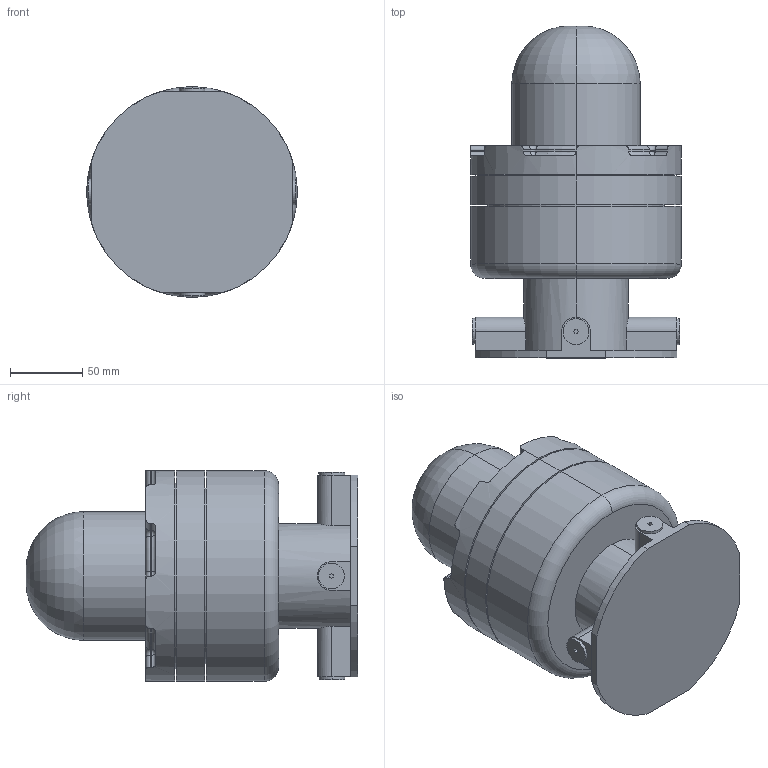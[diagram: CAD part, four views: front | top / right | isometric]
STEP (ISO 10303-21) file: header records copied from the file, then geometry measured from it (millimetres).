
FILE_DESCRIPTION (( 'STEP AP214' ), '1' );
FILE_NAME ('FLASH LED E27.STEP', '2018-06-26T05:14:20', ( '' ), ( '' ), 'SwSTEP 2.0', 'SolidWorks 2013', '' );
FILE_SCHEMA (( 'AUTOMOTIVE_DESIGN' ));
Length unit declared in the file: millimetre
Products named in the file (1): FLASH LED E27
Bounding box: 146 x 230 x 146 mm (x, y, z)
Volume: 2293475.9 mm3; surface area: 155745.4 mm2
Topology: 1 solids, 1 shells, 205 faces, 490 edges, 299 vertices
Faces by surface type: cylinder 84, plane 82, torus 29, sphere 10
Entity records: 6422 total; most frequent: CARTESIAN_POINT 1587, DIRECTION 1062, ORIENTED_EDGE 960, EDGE_CURVE 480, AXIS2_PLACEMENT_3D 410, VERTEX_POINT 299, VECTOR 242, LINE 242
